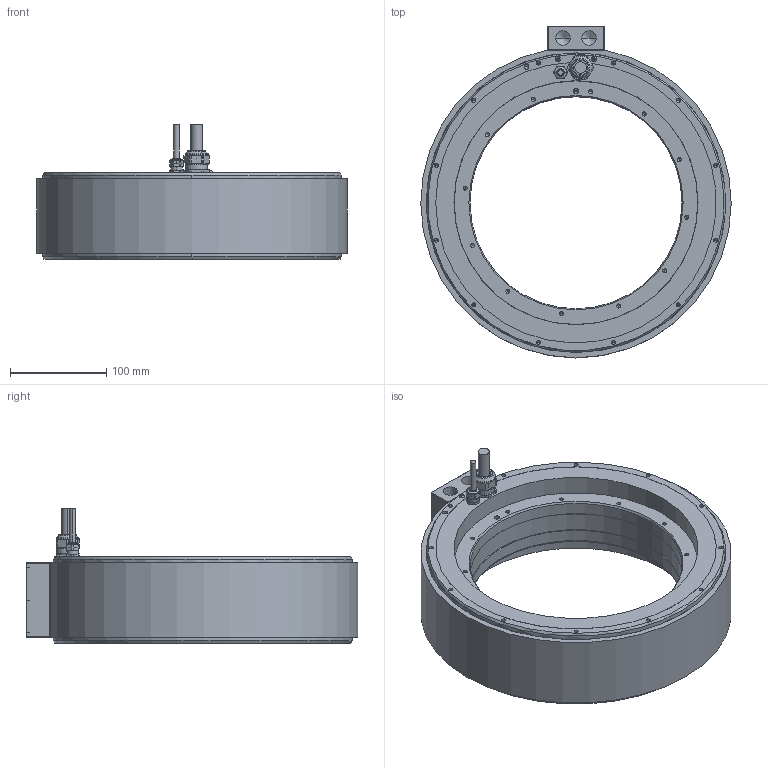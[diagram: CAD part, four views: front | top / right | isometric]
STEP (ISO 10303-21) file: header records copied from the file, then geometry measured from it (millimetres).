
FILE_DESCRIPTION((''),'2;1');
FILE_NAME('1220435-09_ASM','2018-10-18T',('CH5533'),(''),'PRO/ENGINEER BY PARAMETRIC TECHNOLOGY CORPORATION, 2014000','PRO/ENGINEER BY PARAMETRIC TECHNOLOGY CORPORATION, 2014000','');
FILE_SCHEMA(('CONFIG_CONTROL_DESIGN'));
Length unit declared in the file: millimetre
Products named in the file (3): PRT0001; PRT0002; 1220435-09_ASM
Assembly tree (2 placements, depth 2):
  1220435-09_ASM
    PRT0001
    PRT0002
Bounding box: 322 x 344.27 x 139.8 mm (x, y, z)
Volume: 3424793.4 mm3; surface area: 354366.2 mm2
Topology: 2 solids, 18 shells, 677 faces, 1619 edges, 963 vertices
Faces by surface type: cylinder 300, plane 171, cone 164, torus 38, sphere 4
Entity records: 22025 total; most frequent: DIRECTION 3637, CARTESIAN_POINT 3320, ORIENTED_EDGE 3022, EDGE_CURVE 1511, AXIS2_PLACEMENT_3D 1476, VERTEX_POINT 963, EDGE_LOOP 804, CIRCLE 794
